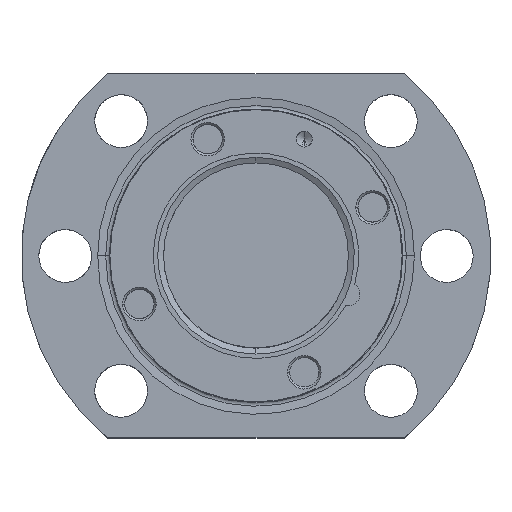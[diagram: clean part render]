
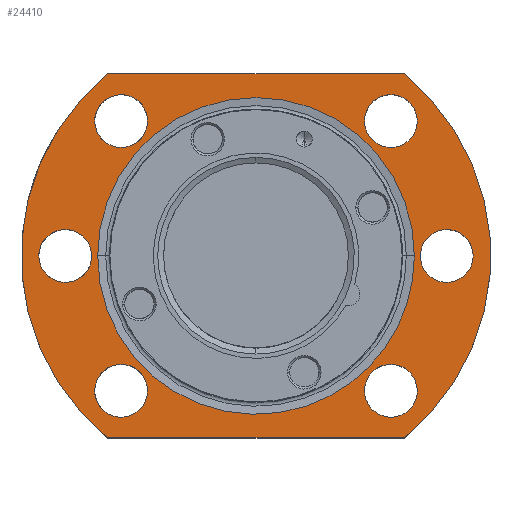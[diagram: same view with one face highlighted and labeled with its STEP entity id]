
A CAD part, top view. The second image highlights one B-rep face of the part: STEP entity #24410.
In plain terms, the highlighted planar face has unit normal (0, 0, 1).
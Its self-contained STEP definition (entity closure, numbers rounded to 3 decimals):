
#9640=CARTESIAN_POINT('',(27.481,22.981,93.375));
#9650=VERTEX_POINT('',#9640);
#9700=CARTESIAN_POINT('',(22.981,22.981,93.375));
#9710=DIRECTION('',(0.,0.,-1.));
#9720=DIRECTION('',(-1.,0.,0.));
#9730=AXIS2_PLACEMENT_3D('',#9700,#9710,#9720);
#9740=CIRCLE('',#9730,4.5);
#9750=CARTESIAN_POINT('',(18.824,21.259,93.375));
#9760=VERTEX_POINT('',#9750);
#9770=EDGE_CURVE('',#9650,#9760,#9740,.T.);
#9790=CARTESIAN_POINT('',(18.481,22.981,93.375));
#9800=VERTEX_POINT('',#9790);
#9810=EDGE_CURVE('',#9760,#9800,#9740,.T.);
#10320=CARTESIAN_POINT('',(25.278,-31.,93.375));
#10330=VERTEX_POINT('',#10320);
#10360=CARTESIAN_POINT('',(0.,0.,
93.375));
#10370=DIRECTION('',(0.,0.,-1.));
#10380=DIRECTION('',(-1.,0.,0.));
#10390=AXIS2_PLACEMENT_3D('',#10360,#10370,#10380);
#10400=CIRCLE('',#10390,40.);
#10410=CARTESIAN_POINT('',(25.278,31.,93.375));
#10420=VERTEX_POINT('',#10410);
#10430=EDGE_CURVE('',#10420,#10330,#10400,.T.);
#10660=CARTESIAN_POINT('',(-22.981,22.981,93.375));
#10670=DIRECTION('',(0.,0.,-1.));
#10680=DIRECTION('',(-1.,0.,0.));
#10690=AXIS2_PLACEMENT_3D('',#10660,#10670,#10680);
#10700=CIRCLE('',#10690,4.5);
#10710=CARTESIAN_POINT('',(-24.703,27.138,93.375));
#10720=VERTEX_POINT('',#10710);
#10730=CARTESIAN_POINT('',(-18.481,22.981,93.375));
#10740=VERTEX_POINT('',#10730);
#10750=EDGE_CURVE('',#10720,#10740,#10700,.T.);
#10980=CARTESIAN_POINT('',(-27.481,22.981,93.375));
#10990=VERTEX_POINT('',#10980);
#11020=EDGE_CURVE('',#10990,#10720,#10700,.T.);
#11720=CARTESIAN_POINT('',(-32.5,0.,93.375));
#11730=DIRECTION('',(0.,0.,-1.));
#11740=DIRECTION('',(-1.,0.,0.));
#11750=AXIS2_PLACEMENT_3D('',#11720,#11730,#11740);
#11760=CIRCLE('',#11750,4.5);
#11770=CARTESIAN_POINT('',(-36.657,1.722,93.375));
#11780=VERTEX_POINT('',#11770);
#11790=CARTESIAN_POINT('',(-28.,0.,93.375));
#11800=VERTEX_POINT('',#11790);
#11810=EDGE_CURVE('',#11780,#11800,#11760,.T.);
#12040=CARTESIAN_POINT('',(-37.,0.,93.375));
#12050=VERTEX_POINT('',#12040);
#12080=EDGE_CURVE('',#12050,#11780,#11760,.T.);
#12290=CARTESIAN_POINT('',(28.,0.,93.375));
#12300=VERTEX_POINT('',#12290);
#12350=CARTESIAN_POINT('',(32.5,0.,93.375));
#12360=DIRECTION('',(0.,0.,-1.));
#12370=DIRECTION('',(-1.,0.,0.));
#12380=AXIS2_PLACEMENT_3D('',#12350,#12360,#12370);
#12390=CIRCLE('',#12380,4.5);
#12400=CARTESIAN_POINT('',(28.343,1.722,93.375));
#12410=VERTEX_POINT('',#12400);
#12420=EDGE_CURVE('',#12300,#12410,#12390,.T.);
#12440=CARTESIAN_POINT('',(37.,0.,93.375));
#12450=VERTEX_POINT('',#12440);
#12460=EDGE_CURVE('',#12410,#12450,#12390,.T.);
#12860=CARTESIAN_POINT('',(-27.481,-22.981,93.375));
#12870=VERTEX_POINT('',#12860);
#12920=CARTESIAN_POINT('',(-22.981,-22.981,93.375));
#12930=DIRECTION('',(0.,0.,-1.));
#12940=DIRECTION('',(-1.,0.,0.));
#12950=AXIS2_PLACEMENT_3D('',#12920,#12930,#12940);
#12960=CIRCLE('',#12950,4.5);
#12970=CARTESIAN_POINT('',(-18.481,-22.981,93.375));
#12980=VERTEX_POINT('',#12970);
#12990=EDGE_CURVE('',#12870,#12980,#12960,.T.);
#14290=CARTESIAN_POINT('',(-25.278,31.,93.375));
#14300=VERTEX_POINT('',#14290);
#14330=CARTESIAN_POINT('',(0.,0.,
93.375));
#14340=DIRECTION('',(0.,0.,-1.));
#14350=DIRECTION('',(-1.,0.,0.));
#14360=AXIS2_PLACEMENT_3D('',#14330,#14340,#14350);
#14370=CIRCLE('',#14360,40.);
#14380=CARTESIAN_POINT('',(-25.278,-31.,93.375));
#14390=VERTEX_POINT('',#14380);
#14400=EDGE_CURVE('',#14390,#14300,#14370,.T.);
#20120=CARTESIAN_POINT('',(0.,-31.,93.375));
#20130=DIRECTION('',(1.,-0.,0.));
#20140=VECTOR('',#20130,1.);
#20150=LINE('',#20120,#20140);
#20160=EDGE_CURVE('',#14390,#10330,#20150,.T.);
#20410=CARTESIAN_POINT('',(0.,31.,93.375));
#20420=DIRECTION('',(1.,0.,-0.));
#20430=VECTOR('',#20420,1.);
#20440=LINE('',#20410,#20430);
#20450=EDGE_CURVE('',#14300,#10420,#20440,.T.);
#23380=CARTESIAN_POINT('',(26.979,0.,93.375)
);
#23390=VERTEX_POINT('',#23380);
#23420=CARTESIAN_POINT('',(0.,0.,
93.375));
#23430=DIRECTION('',(0.,0.,1.));
#23440=DIRECTION('',(1.,0.,0.));
#23450=AXIS2_PLACEMENT_3D('',#23420,#23430,#23440);
#23460=CIRCLE('',#23450,26.979);
#23470=CARTESIAN_POINT('',(8.561,-25.585,93.375));
#23480=VERTEX_POINT('',#23470);
#23490=EDGE_CURVE('',#23480,#23390,#23460,.T.);
#23510=CARTESIAN_POINT('',(-26.979,0.,
93.375));
#23520=VERTEX_POINT('',#23510);
#23530=EDGE_CURVE('',#23520,#23480,#23460,.T.);
#23720=CARTESIAN_POINT('',(75.954,-40.974,93.375));
#23730=DIRECTION('',(0.,0.,-1.));
#23740=DIRECTION('',(-1.,0.,-0.));
#23750=AXIS2_PLACEMENT_3D('',#23720,#23730,#23740);
#23760=PLANE('',#23750);
#23770=ORIENTED_EDGE('',*,*,#14400,.F.);
#23780=ORIENTED_EDGE('',*,*,#20450,.F.);
#23790=ORIENTED_EDGE('',*,*,#10430,.F.);
#23800=ORIENTED_EDGE('',*,*,#20160,.T.);
#23810=EDGE_LOOP('',(#23800,#23790,#23780,#23770));
#23820=FACE_OUTER_BOUND('',#23810,.T.);
#23830=CARTESIAN_POINT('',(22.981,-22.981,93.375));
#23840=DIRECTION('',(0.,0.,-1.));
#23850=DIRECTION('',(-1.,0.,0.));
#23860=AXIS2_PLACEMENT_3D('',#23830,#23840,#23850);
#23870=CIRCLE('',#23860,4.5);
#23880=CARTESIAN_POINT('',(18.481,-22.981,93.375));
#23890=VERTEX_POINT('',#23880);
#23900=CARTESIAN_POINT('',(27.481,-22.981,93.375));
#23910=VERTEX_POINT('',#23900);
#23920=EDGE_CURVE('',#23890,#23910,#23870,.T.);
#23930=ORIENTED_EDGE('',*,*,#23920,.T.);
#23940=CARTESIAN_POINT('',(24.703,-27.138,93.375));
#23950=VERTEX_POINT('',#23940);
#23960=EDGE_CURVE('',#23950,#23890,#23870,.T.);
#23970=ORIENTED_EDGE('',*,*,#23960,.T.);
#23980=EDGE_CURVE('',#23910,#23950,#23870,.T.);
#23990=ORIENTED_EDGE('',*,*,#23980,.T.);
#24000=EDGE_LOOP('',(#23990,#23970,#23930));
#24010=FACE_BOUND('',#24000,.T.);
#24020=EDGE_CURVE('',#9800,#9650,#9740,.T.);
#24030=ORIENTED_EDGE('',*,*,#24020,.T.);
#24040=ORIENTED_EDGE('',*,*,#9810,.T.);
#24050=ORIENTED_EDGE('',*,*,#9770,.T.);
#24060=EDGE_LOOP('',(#24050,#24040,#24030));
#24070=FACE_BOUND('',#24060,.T.);
#24080=ORIENTED_EDGE('',*,*,#12990,.T.);
#24090=CARTESIAN_POINT('',(-27.138,-24.703,93.375));
#24100=VERTEX_POINT('',#24090);
#24110=EDGE_CURVE('',#24100,#12870,#12960,.T.);
#24120=ORIENTED_EDGE('',*,*,#24110,.T.);
#24130=EDGE_CURVE('',#12980,#24100,#12960,.T.);
#24140=ORIENTED_EDGE('',*,*,#24130,.T.);
#24150=EDGE_LOOP('',(#24140,#24120,#24080));
#24160=FACE_BOUND('',#24150,.T.);
#24170=EDGE_CURVE('',#10740,#10990,#10700,.T.);
#24180=ORIENTED_EDGE('',*,*,#24170,.T.);
#24190=ORIENTED_EDGE('',*,*,#10750,.T.);
#24200=ORIENTED_EDGE('',*,*,#11020,.T.);
#24210=EDGE_LOOP('',(#24200,#24190,#24180));
#24220=FACE_BOUND('',#24210,.T.);
#24230=EDGE_CURVE('',#12450,#12300,#12390,.T.);
#24240=ORIENTED_EDGE('',*,*,#24230,.T.);
#24250=ORIENTED_EDGE('',*,*,#12460,.T.);
#24260=ORIENTED_EDGE('',*,*,#12420,.T.);
#24270=EDGE_LOOP('',(#24260,#24250,#24240));
#24280=FACE_BOUND('',#24270,.T.);
#24290=ORIENTED_EDGE('',*,*,#23490,.F.);
#24300=EDGE_CURVE('',#23390,#23520,#23460,.T.);
#24310=ORIENTED_EDGE('',*,*,#24300,.F.);
#24320=ORIENTED_EDGE('',*,*,#23530,.F.);
#24330=EDGE_LOOP('',(#24320,#24310,#24290));
#24340=FACE_BOUND('',#24330,.T.);
#24350=EDGE_CURVE('',#11800,#12050,#11760,.T.);
#24360=ORIENTED_EDGE('',*,*,#24350,.T.);
#24370=ORIENTED_EDGE('',*,*,#11810,.T.);
#24380=ORIENTED_EDGE('',*,*,#12080,.T.);
#24390=EDGE_LOOP('',(#24380,#24370,#24360));
#24400=FACE_BOUND('',#24390,.T.);
#24410=ADVANCED_FACE('',(#23820,#24010,#24070,#24160,#24220,#24280,
#24340,#24400),#23760,.F.);
